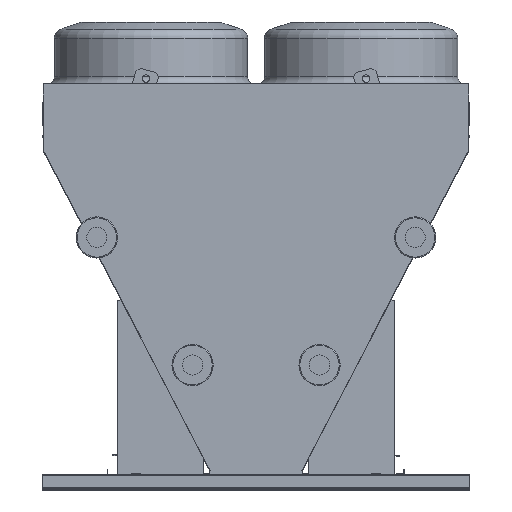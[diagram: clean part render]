
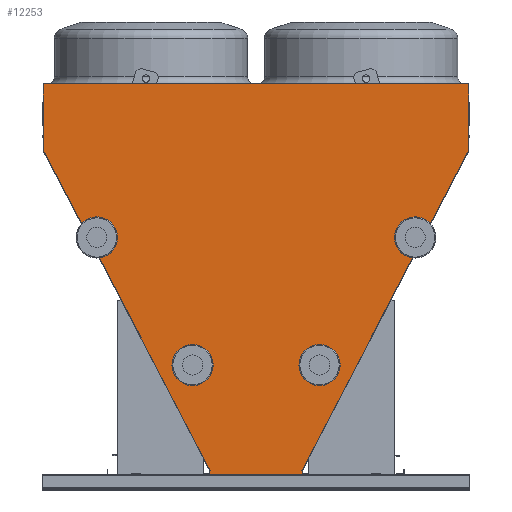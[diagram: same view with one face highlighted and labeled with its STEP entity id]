
A CAD part, top view. The second image highlights one B-rep face of the part: STEP entity #12253.
In plain terms, the highlighted planar face has unit normal (0, 0, 1).
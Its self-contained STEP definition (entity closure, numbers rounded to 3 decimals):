
#32 = LINE ( 'NONE', #10671, #3066 ) ;
#35 = EDGE_CURVE ( 'NONE', #757, #5719, #1921, .T. ) ;
#74 = ORIENTED_EDGE ( 'NONE', *, *, #35, .T. ) ;
#482 = VERTEX_POINT ( 'NONE', #14238 ) ;
#637 = LINE ( 'NONE', #8897, #6186 ) ;
#757 = VERTEX_POINT ( 'NONE', #11156 ) ;
#1068 = CARTESIAN_POINT ( 'NONE',  ( 279.893, 0., 0. ) ) ;
#1097 = DIRECTION ( 'NONE',  ( 1., 0., 0. ) ) ;
#1250 = VECTOR ( 'NONE', #7813, 1000. ) ;
#1280 = VERTEX_POINT ( 'NONE', #6091 ) ;
#1312 = ORIENTED_EDGE ( 'NONE', *, *, #9109, .T. ) ;
#1477 = VECTOR ( 'NONE', #7870, 1000. ) ;
#1728 = ORIENTED_EDGE ( 'NONE', *, *, #1784, .T. ) ;
#1784 = EDGE_CURVE ( 'NONE', #11796, #14977, #9667, .T. ) ;
#1921 = LINE ( 'NONE', #2685, #4858 ) ;
#2187 = ORIENTED_EDGE ( 'NONE', *, *, #9333, .T. ) ;
#2355 = VERTEX_POINT ( 'NONE', #3334 ) ;
#2579 = CARTESIAN_POINT ( 'NONE',  ( 245.39, 20.232, 0. ) ) ;
#2645 = DIRECTION ( 'NONE',  ( -1., 0., 0. ) ) ;
#2680 = VERTEX_POINT ( 'NONE', #3413 ) ;
#2685 = CARTESIAN_POINT ( 'NONE',  ( -1136.282, 2083.62, 0. ) ) ;
#2750 = CARTESIAN_POINT ( 'NONE',  ( -279.893, 1.482, 0. ) ) ;
#2977 = ORIENTED_EDGE ( 'NONE', *, *, #8516, .T. ) ;
#2995 = VERTEX_POINT ( 'NONE', #15409 ) ;
#3066 = VECTOR ( 'NONE', #10546, 1000. ) ;
#3334 = CARTESIAN_POINT ( 'NONE',  ( -246.893, 17.358, 0. ) ) ;
#3413 = CARTESIAN_POINT ( 'NONE',  ( -246.893, 1.482, 0. ) ) ;
#3467 = VECTOR ( 'NONE', #10708, 1000. ) ;
#3513 = ORIENTED_EDGE ( 'NONE', *, *, #8057, .T. ) ;
#3574 = CARTESIAN_POINT ( 'NONE',  ( -1127.739, 1711.053, 0. ) ) ;
#3904 = ORIENTED_EDGE ( 'NONE', *, *, #8917, .T. ) ;
#4074 = CARTESIAN_POINT ( 'NONE',  ( -1126.246, 1711.83, 0. ) ) ;
#4272 = ORIENTED_EDGE ( 'NONE', *, *, #8943, .T. ) ;
#4673 = ORIENTED_EDGE ( 'NONE', *, *, #9139, .T. ) ;
#4796 = VECTOR ( 'NONE', #6624, 1000. ) ;
#4858 = VECTOR ( 'NONE', #2645, 1000. ) ;
#5103 = EDGE_LOOP ( 'NONE', ( #2977, #15553, #15176, #5511, #2187, #5113, #14447, #11327, #1728, #14403, #7989, #4673, #1312, #7591, #4272, #3904, #3513, #74 ) ) ;
#5113 = ORIENTED_EDGE ( 'NONE', *, *, #9316, .T. ) ;
#5511 = ORIENTED_EDGE ( 'NONE', *, *, #9416, .T. ) ;
#5650 = CARTESIAN_POINT ( 'NONE',  ( 279.893, 1.482, 0. ) ) ;
#5719 = VERTEX_POINT ( 'NONE', #6421 ) ;
#5769 = CARTESIAN_POINT ( 'NONE',  ( 279.893, 0., 0. ) ) ;
#5794 = LINE ( 'NONE', #8469, #11950 ) ;
#5943 = DIRECTION ( 'NONE',  ( 0.462, -0.887, 0. ) ) ;
#6002 = CARTESIAN_POINT ( 'NONE',  ( -1127.739, 1711.053, 0. ) ) ;
#6091 = CARTESIAN_POINT ( 'NONE',  ( 1127.607, 1711.053, 0. ) ) ;
#6186 = VECTOR ( 'NONE', #8988, 1000. ) ;
#6277 = CARTESIAN_POINT ( 'NONE',  ( -1127.739, 1711.053, 0. ) ) ;
#6327 = VERTEX_POINT ( 'NONE', #14203 ) ;
#6361 = DIRECTION ( 'NONE',  ( 0.887, 0.462, 0. ) ) ;
#6421 = CARTESIAN_POINT ( 'NONE',  ( -1136.282, 2083.62, 0. ) ) ;
#6530 = VECTOR ( 'NONE', #5943, 1000. ) ;
#6540 = FACE_OUTER_BOUND ( 'NONE', #5103, .T. ) ;
#6624 = DIRECTION ( 'NONE',  ( 0.462, -0.887, 0. ) ) ;
#6663 = CARTESIAN_POINT ( 'NONE',  ( -245.403, 20.223, 0. ) ) ;
#6701 = VECTOR ( 'NONE', #1097, 1000. ) ;
#6720 = VECTOR ( 'NONE', #7202, 1000. ) ;
#6908 = LINE ( 'NONE', #6002, #6530 ) ;
#6930 = VECTOR ( 'NONE', #9319, 1000. ) ;
#7141 = LINE ( 'NONE', #10843, #3467 ) ;
#7202 = DIRECTION ( 'NONE',  ( -0.461, -0.887, 0. ) ) ;
#7263 = CARTESIAN_POINT ( 'NONE',  ( -246.893, 17.358, 0. ) ) ;
#7397 = DIRECTION ( 'NONE',  ( 0., -1., 0. ) ) ;
#7567 = VERTEX_POINT ( 'NONE', #2750 ) ;
#7591 = ORIENTED_EDGE ( 'NONE', *, *, #9016, .T. ) ;
#7594 = CARTESIAN_POINT ( 'NONE',  ( -246.893, 17.358, 0. ) ) ;
#7635 = DIRECTION ( 'NONE',  ( -1., 0., 0. ) ) ;
#7674 = CARTESIAN_POINT ( 'NONE',  ( -279.893, 1.482, 0. ) ) ;
#7793 = CARTESIAN_POINT ( 'NONE',  ( -279.893, 0., 0. ) ) ;
#7813 = DIRECTION ( 'NONE',  ( 0., -1., 0. ) ) ;
#7870 = DIRECTION ( 'NONE',  ( 0., 1., 0. ) ) ;
#7977 = CARTESIAN_POINT ( 'NONE',  ( 1136.15, 2083.62, 0. ) ) ;
#7989 = ORIENTED_EDGE ( 'NONE', *, *, #9162, .T. ) ;
#8047 = DIRECTION ( 'NONE',  ( 0., 1., 0. ) ) ;
#8057 = EDGE_CURVE ( 'NONE', #2995, #757, #8562, .T. ) ;
#8094 = CARTESIAN_POINT ( 'NONE',  ( 279.893, 0., 0. ) ) ;
#8113 = LINE ( 'NONE', #6663, #4796 ) ;
#8131 = VECTOR ( 'NONE', #9768, 1000. ) ;
#8469 = CARTESIAN_POINT ( 'NONE',  ( 279.893, 1.482, 0. ) ) ;
#8485 = DIRECTION ( 'NONE',  ( -1., 0., 0. ) ) ;
#8516 = EDGE_CURVE ( 'NONE', #5719, #6327, #14002, .T. ) ;
#8562 = LINE ( 'NONE', #7977, #1477 ) ;
#8701 = AXIS2_PLACEMENT_3D ( 'NONE', #10326, #10297, #10275 ) ;
#8869 = VERTEX_POINT ( 'NONE', #10885 ) ;
#8897 = CARTESIAN_POINT ( 'NONE',  ( 246.893, 17.358, 0. ) ) ;
#8917 = EDGE_CURVE ( 'NONE', #1280, #2995, #7141, .T. ) ;
#8943 = EDGE_CURVE ( 'NONE', #8869, #1280, #32, .T. ) ;
#8988 = DIRECTION ( 'NONE',  ( 0., 1., 0. ) ) ;
#9016 = EDGE_CURVE ( 'NONE', #13628, #8869, #11407, .T. ) ;
#9109 = EDGE_CURVE ( 'NONE', #15898, #13628, #10650, .T. ) ;
#9139 = EDGE_CURVE ( 'NONE', #482, #15898, #637, .T. ) ;
#9162 = EDGE_CURVE ( 'NONE', #13092, #482, #5794, .T. ) ;
#9201 = EDGE_CURVE ( 'NONE', #14977, #13092, #11571, .T. ) ;
#9226 = EDGE_CURVE ( 'NONE', #7567, #11796, #11221, .T. ) ;
#9257 = EDGE_CURVE ( 'NONE', #2680, #7567, #10853, .T. ) ;
#9316 = EDGE_CURVE ( 'NONE', #2355, #2680, #13239, .T. ) ;
#9319 = DIRECTION ( 'NONE',  ( -0.463, 0.886, 0. ) ) ;
#9333 = EDGE_CURVE ( 'NONE', #11521, #2355, #9694, .T. ) ;
#9416 = EDGE_CURVE ( 'NONE', #9871, #11521, #8113, .T. ) ;
#9475 = CARTESIAN_POINT ( 'NONE',  ( 246.893, 17.358, 0. ) ) ;
#9523 = EDGE_CURVE ( 'NONE', #13469, #9871, #11045, .T. ) ;
#9566 = EDGE_CURVE ( 'NONE', #6327, #13469, #6908, .T. ) ;
#9667 = LINE ( 'NONE', #1068, #6701 ) ;
#9694 = LINE ( 'NONE', #7263, #6720 ) ;
#9768 = DIRECTION ( 'NONE',  ( 0.462, 0.887, 0. ) ) ;
#9847 = CARTESIAN_POINT ( 'NONE',  ( 246.893, 17.358, 0. ) ) ;
#9871 = VERTEX_POINT ( 'NONE', #4074 ) ;
#9911 = CARTESIAN_POINT ( 'NONE',  ( 245.39, 20.232, 0. ) ) ;
#10256 = VECTOR ( 'NONE', #6361, 1000. ) ;
#10275 = DIRECTION ( 'NONE',  ( -1., 0., 0. ) ) ;
#10297 = DIRECTION ( 'NONE',  ( 0., 0., -1. ) ) ;
#10326 = CARTESIAN_POINT ( 'NONE',  ( 0., 0., 0. ) ) ;
#10546 = DIRECTION ( 'NONE',  ( 0.887, -0.462, 0. ) ) ;
#10650 = LINE ( 'NONE', #9475, #6930 ) ;
#10671 = CARTESIAN_POINT ( 'NONE',  ( 1127.607, 1711.053, 0. ) ) ;
#10708 = DIRECTION ( 'NONE',  ( 0.462, 0.887, 0. ) ) ;
#10717 = PLANE ( 'NONE',  #8701 ) ;
#10843 = CARTESIAN_POINT ( 'NONE',  ( 1127.607, 1711.053, 0. ) ) ;
#10853 = LINE ( 'NONE', #7674, #13603 ) ;
#10885 = CARTESIAN_POINT ( 'NONE',  ( 1126.218, 1711.776, 0. ) ) ;
#11045 = LINE ( 'NONE', #6277, #10256 ) ;
#11156 = CARTESIAN_POINT ( 'NONE',  ( 1136.15, 2083.62, 0. ) ) ;
#11221 = LINE ( 'NONE', #7793, #1250 ) ;
#11257 = VECTOR ( 'NONE', #14611, 1000. ) ;
#11327 = ORIENTED_EDGE ( 'NONE', *, *, #9226, .T. ) ;
#11407 = LINE ( 'NONE', #9911, #8131 ) ;
#11521 = VERTEX_POINT ( 'NONE', #14476 ) ;
#11571 = LINE ( 'NONE', #8094, #14709 ) ;
#11796 = VERTEX_POINT ( 'NONE', #12766 ) ;
#11950 = VECTOR ( 'NONE', #8485, 1000. ) ;
#12253 = ADVANCED_FACE ( 'NONE', ( #6540 ), #10717, .F. ) ;
#12766 = CARTESIAN_POINT ( 'NONE',  ( -279.893, 0., 0. ) ) ;
#12856 = VECTOR ( 'NONE', #7397, 1000. ) ;
#13092 = VERTEX_POINT ( 'NONE', #5650 ) ;
#13239 = LINE ( 'NONE', #7594, #12856 ) ;
#13469 = VERTEX_POINT ( 'NONE', #3574 ) ;
#13603 = VECTOR ( 'NONE', #7635, 1000. ) ;
#13628 = VERTEX_POINT ( 'NONE', #2579 ) ;
#14002 = LINE ( 'NONE', #14515, #11257 ) ;
#14203 = CARTESIAN_POINT ( 'NONE',  ( -1136.282, 1727.462, 0. ) ) ;
#14238 = CARTESIAN_POINT ( 'NONE',  ( 246.893, 1.482, 0. ) ) ;
#14403 = ORIENTED_EDGE ( 'NONE', *, *, #9201, .T. ) ;
#14447 = ORIENTED_EDGE ( 'NONE', *, *, #9257, .T. ) ;
#14476 = CARTESIAN_POINT ( 'NONE',  ( -245.403, 20.223, 0. ) ) ;
#14515 = CARTESIAN_POINT ( 'NONE',  ( -1136.282, 1727.462, 0. ) ) ;
#14611 = DIRECTION ( 'NONE',  ( 0., -1., 0. ) ) ;
#14709 = VECTOR ( 'NONE', #8047, 1000. ) ;
#14977 = VERTEX_POINT ( 'NONE', #5769 ) ;
#15176 = ORIENTED_EDGE ( 'NONE', *, *, #9523, .T. ) ;
#15409 = CARTESIAN_POINT ( 'NONE',  ( 1136.15, 1727.462, 0. ) ) ;
#15553 = ORIENTED_EDGE ( 'NONE', *, *, #9566, .T. ) ;
#15898 = VERTEX_POINT ( 'NONE', #9847 ) ;
